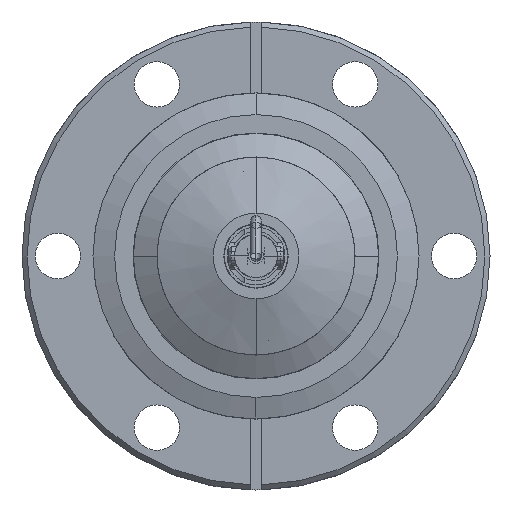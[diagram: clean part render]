
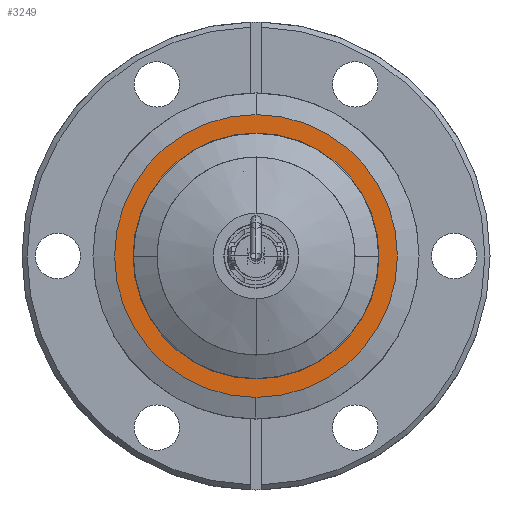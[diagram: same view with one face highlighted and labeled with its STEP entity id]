
A CAD part, front view. The second image highlights one B-rep face of the part: STEP entity #3249.
In plain terms, the highlighted planar face has unit normal (0, -1, 0).
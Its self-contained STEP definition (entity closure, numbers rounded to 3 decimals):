
#2605 = CYLINDRICAL_SURFACE('',#2606,20.955);
#2606 = AXIS2_PLACEMENT_3D('',#2607,#2608,#2609);
#2607 = CARTESIAN_POINT('',(0.,-26.371,
    0.));
#2608 = DIRECTION('',(0.,-1.,0.));
#2609 = DIRECTION('',(0.,0.,1.));
#2685 = VERTEX_POINT('',#2686);
#2686 = CARTESIAN_POINT('',(0.,2.184,20.955));
#2693 = CYLINDRICAL_SURFACE('',#2694,20.955);
#2694 = AXIS2_PLACEMENT_3D('',#2695,#2696,#2697);
#2695 = CARTESIAN_POINT('',(0.,-26.371,
    0.));
#2696 = DIRECTION('',(0.,-1.,0.));
#2697 = DIRECTION('',(0.,0.,1.));
#2735 = VERTEX_POINT('',#2736);
#2736 = CARTESIAN_POINT('',(0.,2.184,-20.955));
#2757 = EDGE_CURVE('',#2735,#2685,#2758,.T.);
#2758 = SURFACE_CURVE('',#2759,(#2764,#2771),.PCURVE_S1.);
#2759 = CIRCLE('',#2760,20.955);
#2760 = AXIS2_PLACEMENT_3D('',#2761,#2762,#2763);
#2761 = CARTESIAN_POINT('',(0.,2.184,
    0.));
#2762 = DIRECTION('',(0.,-1.,0.));
#2763 = DIRECTION('',(0.,0.,1.));
#2764 = PCURVE('',#2693,#2765);
#2765 = DEFINITIONAL_REPRESENTATION('',(#2766),#2770);
#2766 = LINE('',#2767,#2768);
#2767 = CARTESIAN_POINT('',(0.,-28.556));
#2768 = VECTOR('',#2769,1.);
#2769 = DIRECTION('',(1.,0.));
#2770 = ( GEOMETRIC_REPRESENTATION_CONTEXT(2) 
PARAMETRIC_REPRESENTATION_CONTEXT() REPRESENTATION_CONTEXT('2D SPACE',''
  ) );
#2771 = PCURVE('',#2772,#2777);
#2772 = PLANE('',#2773);
#2773 = AXIS2_PLACEMENT_3D('',#2774,#2775,#2776);
#2774 = CARTESIAN_POINT('',(0.,2.184,-20.955));
#2775 = DIRECTION('',(0.,1.,0.));
#2776 = DIRECTION('',(0.,0.,-1.));
#2777 = DEFINITIONAL_REPRESENTATION('',(#2778),#2786);
#2778 = ( BOUNDED_CURVE() B_SPLINE_CURVE(2,(#2779,#2780,#2781,#2782,
#2783,#2784,#2785),.UNSPECIFIED.,.T.,.F.) B_SPLINE_CURVE_WITH_KNOTS((1,2
    ,2,2,2,1),(-2.094,0.,2.094,4.189,
6.283,8.378),.UNSPECIFIED.) CURVE() 
GEOMETRIC_REPRESENTATION_ITEM() RATIONAL_B_SPLINE_CURVE((1.,0.5,1.,0.5,
1.,0.5,1.)) REPRESENTATION_ITEM('') );
#2779 = CARTESIAN_POINT('',(-41.91,0.));
#2780 = CARTESIAN_POINT('',(-41.91,36.295));
#2781 = CARTESIAN_POINT('',(-10.478,18.148));
#2782 = CARTESIAN_POINT('',(20.955,0.));
#2783 = CARTESIAN_POINT('',(-10.478,-18.148));
#2784 = CARTESIAN_POINT('',(-41.91,-36.295));
#2785 = CARTESIAN_POINT('',(-41.91,0.));
#2786 = ( GEOMETRIC_REPRESENTATION_CONTEXT(2) 
PARAMETRIC_REPRESENTATION_CONTEXT() REPRESENTATION_CONTEXT('2D SPACE',''
  ) );
#3249 = ADVANCED_FACE('',(#3250,#3286),#2772,.F.);
#3250 = FACE_BOUND('',#3251,.T.);
#3251 = EDGE_LOOP('',(#3252,#3271));
#3252 = ORIENTED_EDGE('',*,*,#3253,.T.);
#3253 = EDGE_CURVE('',#3254,#3256,#3258,.T.);
#3254 = VERTEX_POINT('',#3255);
#3255 = CARTESIAN_POINT('',(0.,2.184,-18.161));
#3256 = VERTEX_POINT('',#3257);
#3257 = CARTESIAN_POINT('',(0.,2.184,18.161));
#3258 = SURFACE_CURVE('',#3259,(#3264),.PCURVE_S1.);
#3259 = CIRCLE('',#3260,18.161);
#3260 = AXIS2_PLACEMENT_3D('',#3261,#3262,#3263);
#3261 = CARTESIAN_POINT('',(0.,2.184,
    0.));
#3262 = DIRECTION('',(0.,1.,0.));
#3263 = DIRECTION('',(0.,0.,-1.));
#3264 = PCURVE('',#2772,#3265);
#3265 = DEFINITIONAL_REPRESENTATION('',(#3266),#3270);
#3266 = CIRCLE('',#3267,18.161);
#3267 = AXIS2_PLACEMENT_2D('',#3268,#3269);
#3268 = CARTESIAN_POINT('',(-20.955,0.));
#3269 = DIRECTION('',(1.,0.));
#3270 = ( GEOMETRIC_REPRESENTATION_CONTEXT(2) 
PARAMETRIC_REPRESENTATION_CONTEXT() REPRESENTATION_CONTEXT('2D SPACE',''
  ) );
#3271 = ORIENTED_EDGE('',*,*,#3272,.T.);
#3272 = EDGE_CURVE('',#3256,#3254,#3273,.T.);
#3273 = SURFACE_CURVE('',#3274,(#3279),.PCURVE_S1.);
#3274 = CIRCLE('',#3275,18.161);
#3275 = AXIS2_PLACEMENT_3D('',#3276,#3277,#3278);
#3276 = CARTESIAN_POINT('',(0.,2.184,
    0.));
#3277 = DIRECTION('',(0.,1.,0.));
#3278 = DIRECTION('',(0.,0.,-1.));
#3279 = PCURVE('',#2772,#3280);
#3280 = DEFINITIONAL_REPRESENTATION('',(#3281),#3285);
#3281 = CIRCLE('',#3282,18.161);
#3282 = AXIS2_PLACEMENT_2D('',#3283,#3284);
#3283 = CARTESIAN_POINT('',(-20.955,0.));
#3284 = DIRECTION('',(1.,0.));
#3285 = ( GEOMETRIC_REPRESENTATION_CONTEXT(2) 
PARAMETRIC_REPRESENTATION_CONTEXT() REPRESENTATION_CONTEXT('2D SPACE',''
  ) );
#3286 = FACE_BOUND('',#3287,.T.);
#3287 = EDGE_LOOP('',(#3288,#3314));
#3288 = ORIENTED_EDGE('',*,*,#3289,.T.);
#3289 = EDGE_CURVE('',#2685,#2735,#3290,.T.);
#3290 = SURFACE_CURVE('',#3291,(#3296,#3307),.PCURVE_S1.);
#3291 = CIRCLE('',#3292,20.955);
#3292 = AXIS2_PLACEMENT_3D('',#3293,#3294,#3295);
#3293 = CARTESIAN_POINT('',(0.,2.184,
    0.));
#3294 = DIRECTION('',(0.,-1.,0.));
#3295 = DIRECTION('',(0.,0.,1.));
#3296 = PCURVE('',#2772,#3297);
#3297 = DEFINITIONAL_REPRESENTATION('',(#3298),#3306);
#3298 = ( BOUNDED_CURVE() B_SPLINE_CURVE(2,(#3299,#3300,#3301,#3302,
#3303,#3304,#3305),.UNSPECIFIED.,.T.,.F.) B_SPLINE_CURVE_WITH_KNOTS((1,2
    ,2,2,2,1),(-2.094,0.,2.094,4.189,
6.283,8.378),.UNSPECIFIED.) CURVE() 
GEOMETRIC_REPRESENTATION_ITEM() RATIONAL_B_SPLINE_CURVE((1.,0.5,1.,0.5,
1.,0.5,1.)) REPRESENTATION_ITEM('') );
#3299 = CARTESIAN_POINT('',(-41.91,0.));
#3300 = CARTESIAN_POINT('',(-41.91,36.295));
#3301 = CARTESIAN_POINT('',(-10.478,18.148));
#3302 = CARTESIAN_POINT('',(20.955,0.));
#3303 = CARTESIAN_POINT('',(-10.478,-18.148));
#3304 = CARTESIAN_POINT('',(-41.91,-36.295));
#3305 = CARTESIAN_POINT('',(-41.91,0.));
#3306 = ( GEOMETRIC_REPRESENTATION_CONTEXT(2) 
PARAMETRIC_REPRESENTATION_CONTEXT() REPRESENTATION_CONTEXT('2D SPACE',''
  ) );
#3307 = PCURVE('',#2605,#3308);
#3308 = DEFINITIONAL_REPRESENTATION('',(#3309),#3313);
#3309 = LINE('',#3310,#3311);
#3310 = CARTESIAN_POINT('',(0.,-28.556));
#3311 = VECTOR('',#3312,1.);
#3312 = DIRECTION('',(1.,0.));
#3313 = ( GEOMETRIC_REPRESENTATION_CONTEXT(2) 
PARAMETRIC_REPRESENTATION_CONTEXT() REPRESENTATION_CONTEXT('2D SPACE',''
  ) );
#3314 = ORIENTED_EDGE('',*,*,#2757,.T.);
